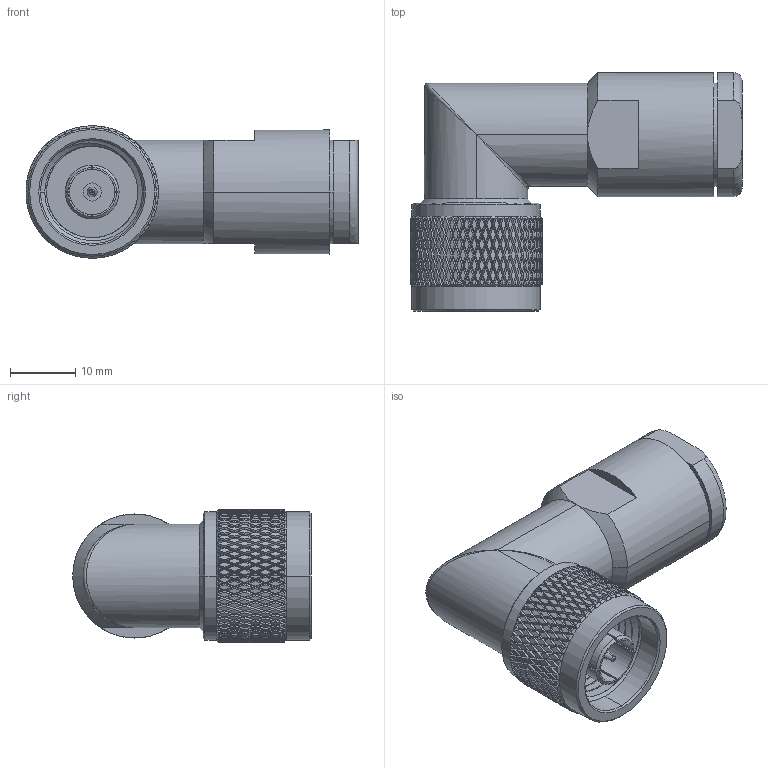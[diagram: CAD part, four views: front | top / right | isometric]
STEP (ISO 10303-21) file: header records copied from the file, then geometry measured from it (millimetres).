
FILE_DESCRIPTION (( 'STEP AP203' ), '1' );
FILE_NAME ('PE4502.step', '2019-06-18T16:04:54', ( '' ), ( '' ), 'SwSTEP 2.0', 'SolidWorks 2018', '' );
FILE_SCHEMA (( 'CONFIG_CONTROL_DESIGN' ));
Length unit declared in the file: inch
Products named in the file (1): PE4502
Bounding box: 50.99 x 36.64 x 20.32 mm (x, y, z)
Volume: 14032.6 mm3; surface area: 6574 mm2
Topology: 1 solids, 1 shells, 2309 faces, 4942 edges, 2638 vertices
Faces by surface type: bspline 1767, cylinder 480, plane 33, cone 26, torus 3
Entity records: 83813 total; most frequent: CARTESIAN_POINT 53591, ORIENTED_EDGE 9876, EDGE_CURVE 4938, VERTEX_POINT 2638, EDGE_LOOP 2316, FACE_OUTER_BOUND 2309, ADVANCED_FACE 2309, B_SPLINE_CURVE_WITH_KNOTS 2168
